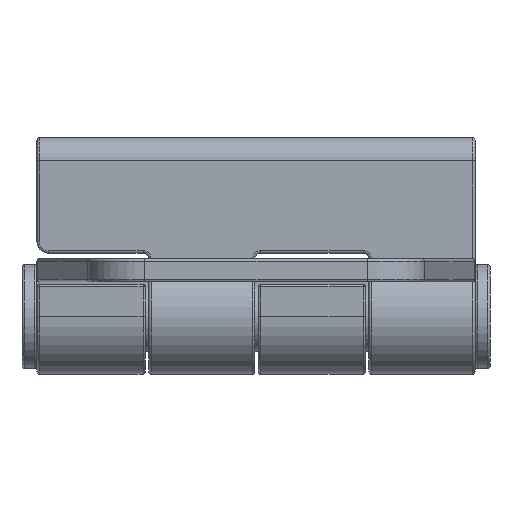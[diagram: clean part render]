
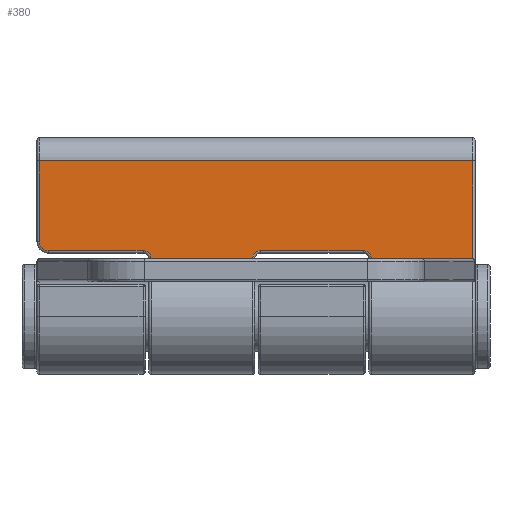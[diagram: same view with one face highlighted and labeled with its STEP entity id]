
A CAD part, left-side view. The second image highlights one B-rep face of the part: STEP entity #380.
In plain terms, the highlighted planar face has unit normal (-1, 0, 0).
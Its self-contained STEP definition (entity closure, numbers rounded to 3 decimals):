
#347 = ORIENTED_EDGE ( 'NONE', *, *, #387, .T. ) ;
#348 = VERTEX_POINT ( 'NONE', #3153 ) ;
#349 = ORIENTED_EDGE ( 'NONE', *, *, #371, .T. ) ;
#355 = EDGE_LOOP ( 'NONE', ( #367, #382, #373, #349, #364, #347, #383, #376, #378, #1763, #394, #404, #397, #414 ) ) ;
#364 = ORIENTED_EDGE ( 'NONE', *, *, #386, .T. ) ;
#366 = EDGE_CURVE ( 'NONE', #1856, #372, #3265, .T. ) ;
#367 = ORIENTED_EDGE ( 'NONE', *, *, #1674, .T. ) ;
#370 = EDGE_CURVE ( 'NONE', #372, #374, #2132, .T. ) ;
#371 = EDGE_CURVE ( 'NONE', #374, #377, #3313, .T. ) ;
#372 = VERTEX_POINT ( 'NONE', #3315 ) ;
#373 = ORIENTED_EDGE ( 'NONE', *, *, #370, .T. ) ;
#374 = VERTEX_POINT ( 'NONE', #3314 ) ;
#375 = EDGE_CURVE ( 'NONE', #1915, #381, #3307, .T. ) ;
#376 = ORIENTED_EDGE ( 'NONE', *, *, #375, .T. ) ;
#377 = VERTEX_POINT ( 'NONE', #3309 ) ;
#378 = ORIENTED_EDGE ( 'NONE', *, *, #1760, .F. ) ;
#380 = ADVANCED_FACE ( 'NONE', ( #3308 ), #3299, .T. ) ;
#381 = VERTEX_POINT ( 'NONE', #3298 ) ;
#382 = ORIENTED_EDGE ( 'NONE', *, *, #366, .T. ) ;
#383 = ORIENTED_EDGE ( 'NONE', *, *, #2039, .T. ) ;
#385 = VERTEX_POINT ( 'NONE', #3297 ) ;
#386 = EDGE_CURVE ( 'NONE', #377, #348, #3303, .T. ) ;
#387 = EDGE_CURVE ( 'NONE', #348, #1828, #3306, .T. ) ;
#389 = EDGE_CURVE ( 'NONE', #410, #407, #3341, .T. ) ;
#392 = EDGE_CURVE ( 'NONE', #407, #385, #3337, .T. ) ;
#394 = ORIENTED_EDGE ( 'NONE', *, *, #395, .T. ) ;
#395 = EDGE_CURVE ( 'NONE', #403, #410, #3330, .T. ) ;
#397 = ORIENTED_EDGE ( 'NONE', *, *, #392, .T. ) ;
#398 = EDGE_CURVE ( 'NONE', #385, #1854, #3332, .T. ) ;
#399 = EDGE_CURVE ( 'NONE', #2043, #403, #3333, .T. ) ;
#403 = VERTEX_POINT ( 'NONE', #3377 ) ;
#404 = ORIENTED_EDGE ( 'NONE', *, *, #389, .T. ) ;
#407 = VERTEX_POINT ( 'NONE', #3378 ) ;
#410 = VERTEX_POINT ( 'NONE', #3366 ) ;
#414 = ORIENTED_EDGE ( 'NONE', *, *, #398, .T. ) ;
#1674 = EDGE_CURVE ( 'NONE', #1854, #1856, #5568, .T. ) ;
#1760 = EDGE_CURVE ( 'NONE', #2043, #381, #5662, .T. ) ;
#1763 = ORIENTED_EDGE ( 'NONE', *, *, #399, .T. ) ;
#1828 = VERTEX_POINT ( 'NONE', #5783 ) ;
#1854 = VERTEX_POINT ( 'NONE', #5762 ) ;
#1856 = VERTEX_POINT ( 'NONE', #5805 ) ;
#1915 = VERTEX_POINT ( 'NONE', #5862 ) ;
#2039 = EDGE_CURVE ( 'NONE', #1828, #1915, #6024, .T. ) ;
#2043 = VERTEX_POINT ( 'NONE', #6022 ) ;
#2087 = CARTESIAN_POINT ( 'NONE',  ( 3., 18.6, 5. ) ) ;
#2089 = AXIS2_PLACEMENT_3D ( 'NONE', #2087, #2108, #2106 ) ;
#2106 = DIRECTION ( 'NONE',  ( 0., 0., 1. ) ) ;
#2108 = DIRECTION ( 'NONE',  ( 1., 0., 0. ) ) ;
#2132 = CIRCLE ( 'NONE', #2089, 0.7 ) ;
#3153 = CARTESIAN_POINT ( 'NONE',  ( 3., 9., 5. ) ) ;
#3243 = DIRECTION ( 'NONE',  ( 0., 0., 1. ) ) ;
#3262 = VECTOR ( 'NONE', #3243, 1000. ) ;
#3264 = CARTESIAN_POINT ( 'NONE',  ( 3., 19.3, 5. ) ) ;
#3265 = LINE ( 'NONE', #3264, #3262 ) ;
#3287 = DIRECTION ( 'NONE',  ( 0., 0., 1. ) ) ;
#3288 = DIRECTION ( 'NONE',  ( 1., 0., 0. ) ) ;
#3289 = CARTESIAN_POINT ( 'NONE',  ( 3., 9.7, 5. ) ) ;
#3290 = AXIS2_PLACEMENT_3D ( 'NONE', #3289, #3288, #3287 ) ;
#3291 = CARTESIAN_POINT ( 'NONE',  ( 3., 28.8, 5. ) ) ;
#3292 = DIRECTION ( 'NONE',  ( 0., 0., 1. ) ) ;
#3293 = DIRECTION ( 'NONE',  ( -1., 0., 0. ) ) ;
#3294 = CARTESIAN_POINT ( 'NONE',  ( 3., 38., 0. ) ) ;
#3295 = AXIS2_PLACEMENT_3D ( 'NONE', #3294, #3293, #3292 ) ;
#3297 = CARTESIAN_POINT ( 'NONE',  ( 3., 28.1, 5. ) ) ;
#3298 = CARTESIAN_POINT ( 'NONE',  ( 3., 0.2, 13.5 ) ) ;
#3299 = PLANE ( 'NONE',  #3295 ) ;
#3300 = DIRECTION ( 'NONE',  ( 0., 0., 1. ) ) ;
#3301 = VECTOR ( 'NONE', #3300, 1000. ) ;
#3302 = CARTESIAN_POINT ( 'NONE',  ( 3., 0.2, 13.5 ) ) ;
#3303 = CIRCLE ( 'NONE', #3290, 0.7 ) ;
#3305 = CARTESIAN_POINT ( 'NONE',  ( 3., 9., 0. ) ) ;
#3306 = LINE ( 'NONE', #3305, #3344 ) ;
#3307 = LINE ( 'NONE', #3302, #3301 ) ;
#3308 = FACE_OUTER_BOUND ( 'NONE', #355, .T. ) ;
#3309 = CARTESIAN_POINT ( 'NONE',  ( 3., 9.7, 5.7 ) ) ;
#3310 = DIRECTION ( 'NONE',  ( 0., -1., 0. ) ) ;
#3311 = VECTOR ( 'NONE', #3310, 1000. ) ;
#3312 = CARTESIAN_POINT ( 'NONE',  ( 3., 9.7, 5.7 ) ) ;
#3313 = LINE ( 'NONE', #3312, #3311 ) ;
#3314 = CARTESIAN_POINT ( 'NONE',  ( 3., 18.6, 5.7 ) ) ;
#3315 = CARTESIAN_POINT ( 'NONE',  ( 3., 19.3, 5. ) ) ;
#3319 = DIRECTION ( 'NONE',  ( 0., 0., -1. ) ) ;
#3320 = VECTOR ( 'NONE', #3319, 1000. ) ;
#3321 = CARTESIAN_POINT ( 'NONE',  ( 3., 37.8, 0. ) ) ;
#3323 = DIRECTION ( 'NONE',  ( 0., 0., -1. ) ) ;
#3324 = VECTOR ( 'NONE', #3323, 1000. ) ;
#3326 = DIRECTION ( 'NONE',  ( 0., 0., 1. ) ) ;
#3327 = DIRECTION ( 'NONE',  ( -1., 0., 0. ) ) ;
#3328 = CARTESIAN_POINT ( 'NONE',  ( 3., 37., 6.5 ) ) ;
#3329 = AXIS2_PLACEMENT_3D ( 'NONE', #3328, #3327, #3326 ) ;
#3330 = CIRCLE ( 'NONE', #3329, 0.8 ) ;
#3331 = CARTESIAN_POINT ( 'NONE',  ( 3., 28.1, 0. ) ) ;
#3332 = LINE ( 'NONE', #3331, #3324 ) ;
#3333 = LINE ( 'NONE', #3321, #3320 ) ;
#3334 = DIRECTION ( 'NONE',  ( 0., 0., 1. ) ) ;
#3335 = DIRECTION ( 'NONE',  ( 1., 0., 0. ) ) ;
#3337 = CIRCLE ( 'NONE', #3342, 0.7 ) ;
#3338 = DIRECTION ( 'NONE',  ( 0., -1., 0. ) ) ;
#3339 = VECTOR ( 'NONE', #3338, 1000. ) ;
#3340 = CARTESIAN_POINT ( 'NONE',  ( 3., 28.8, 5.7 ) ) ;
#3341 = LINE ( 'NONE', #3340, #3339 ) ;
#3342 = AXIS2_PLACEMENT_3D ( 'NONE', #3291, #3335, #3334 ) ;
#3343 = DIRECTION ( 'NONE',  ( 0., 0., -1. ) ) ;
#3344 = VECTOR ( 'NONE', #3343, 1000. ) ;
#3366 = CARTESIAN_POINT ( 'NONE',  ( 3., 37., 5.7 ) ) ;
#3377 = CARTESIAN_POINT ( 'NONE',  ( 3., 37.8, 6.5 ) ) ;
#3378 = CARTESIAN_POINT ( 'NONE',  ( 3., 28.8, 5.7 ) ) ;
#5561 = DIRECTION ( 'NONE',  ( 0., -1., 0. ) ) ;
#5562 = VECTOR ( 'NONE', #5561, 1000. ) ;
#5563 = CARTESIAN_POINT ( 'NONE',  ( 3., 38., 0. ) ) ;
#5568 = LINE ( 'NONE', #5563, #5562 ) ;
#5661 = CARTESIAN_POINT ( 'NONE',  ( 3., 38., 13.5 ) ) ;
#5662 = LINE ( 'NONE', #5661, #5720 ) ;
#5719 = DIRECTION ( 'NONE',  ( 0., -1., 0. ) ) ;
#5720 = VECTOR ( 'NONE', #5719, 1000. ) ;
#5762 = CARTESIAN_POINT ( 'NONE',  ( 3., 28.1, 0. ) ) ;
#5783 = CARTESIAN_POINT ( 'NONE',  ( 3., 9., 0. ) ) ;
#5805 = CARTESIAN_POINT ( 'NONE',  ( 3., 19.3, 0. ) ) ;
#5862 = CARTESIAN_POINT ( 'NONE',  ( 3., 0.2, 0. ) ) ;
#6006 = DIRECTION ( 'NONE',  ( 0., -1., 0. ) ) ;
#6007 = VECTOR ( 'NONE', #6006, 1000. ) ;
#6022 = CARTESIAN_POINT ( 'NONE',  ( 3., 37.8, 13.5 ) ) ;
#6023 = CARTESIAN_POINT ( 'NONE',  ( 3., 38., 0. ) ) ;
#6024 = LINE ( 'NONE', #6023, #6007 ) ;
